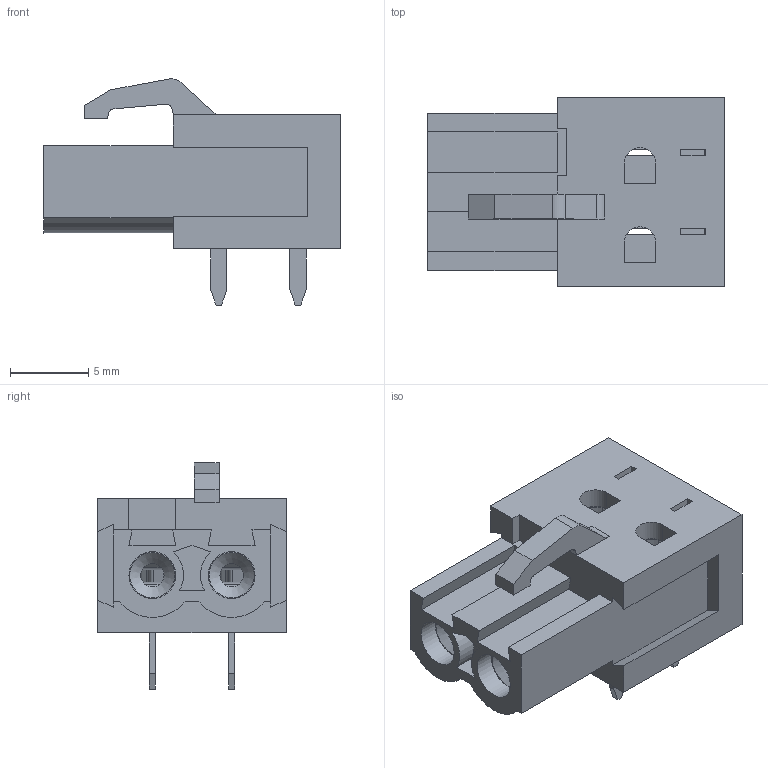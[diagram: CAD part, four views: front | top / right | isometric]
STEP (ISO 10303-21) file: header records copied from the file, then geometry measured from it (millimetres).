
FILE_DESCRIPTION( ( 'Unknown' ), '1' );
FILE_NAME( '691309510002.stp', 'Unknown', ( 'Quentin LAIDEBEUR' ), ( 'WE' ), 'PSStep 15.0.49', 'Sample-box', ' ' );
FILE_SCHEMA( ( 'AUTOMOTIVE_DESIGN { 1 0 10303 214 1 1 1 1 }' ) );
Length unit declared in the file: millimetre
Products named in the file (4): Assem1; housing; contact; back wall
Assembly tree (4 placements, depth 2):
  Assem1
    housing
    contact  x2
    back wall
Bounding box: 19 x 12.08 x 14.5 mm (x, y, z)
Volume: 870.6 mm3; surface area: 2289.2 mm2
Topology: 4 solids, 4 shells, 352 faces, 945 edges, 602 vertices
Faces by surface type: plane 254, cylinder 82, bspline 12, cone 2, sphere 2
Full cylindrical faces by diameter (mm): 0.7 x2, 1 x4, 1.5 x2, 3 x2
Entity records: 10621 total; most frequent: CARTESIAN_POINT 1796, ORIENTED_EDGE 1378, DIRECTION 1313, EDGE_CURVE 689, LINE 567, VECTOR 567, VERTEX_POINT 456, AXIS2_PLACEMENT_3D 373
